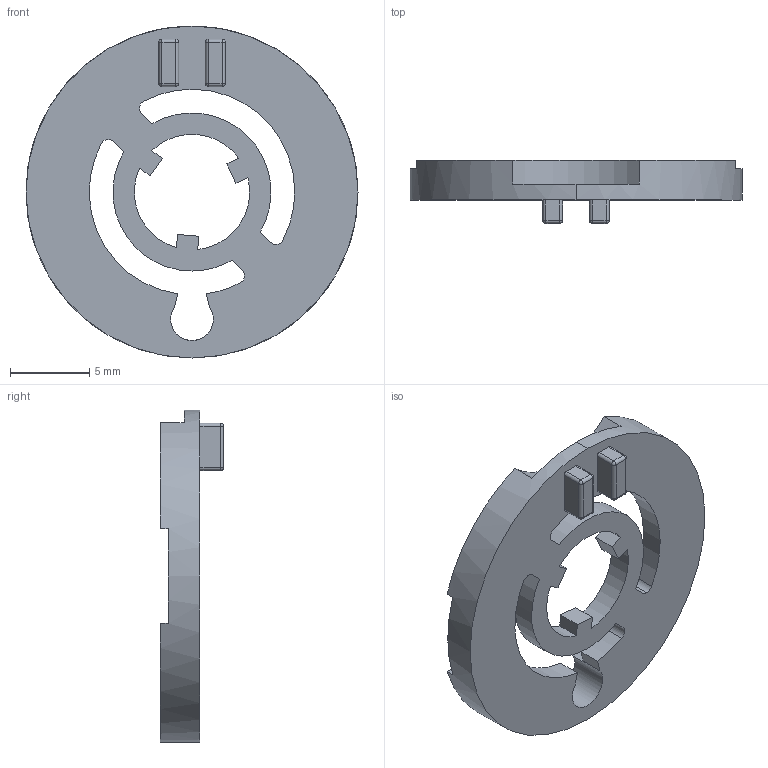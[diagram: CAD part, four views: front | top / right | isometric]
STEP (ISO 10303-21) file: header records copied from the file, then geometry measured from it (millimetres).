
FILE_DESCRIPTION (( 'STEP AP214' ), '1' );
FILE_NAME ('washer.STEP', '2019-05-03T15:08:22', ( '' ), ( '' ), 'SwSTEP 2.0', 'SolidWorks 2016', '' );
FILE_SCHEMA (( 'AUTOMOTIVE_DESIGN' ));
Length unit declared in the file: millimetre
Products named in the file (1): washer
Bounding box: 21 x 4 x 21 mm (x, y, z)
Volume: 520.9 mm3; surface area: 895.1 mm2
Topology: 1 solids, 1 shells, 79 faces, 212 edges, 128 vertices
Faces by surface type: plane 36, cylinder 35, sphere 8
Entity records: 2454 total; most frequent: DIRECTION 446, CARTESIAN_POINT 412, ORIENTED_EDGE 408, EDGE_CURVE 204, AXIS2_PLACEMENT_3D 162, VERTEX_POINT 128, VECTOR 122, LINE 122
